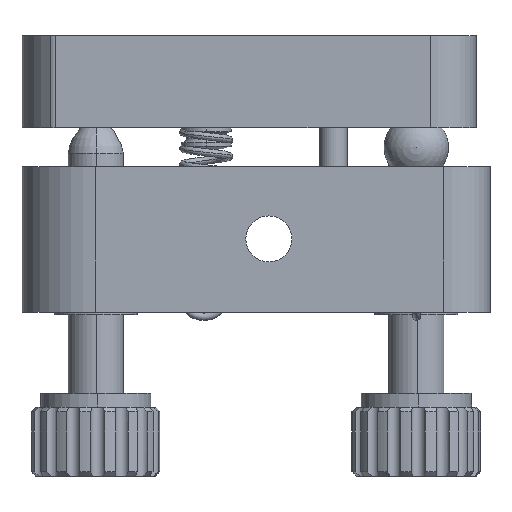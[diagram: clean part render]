
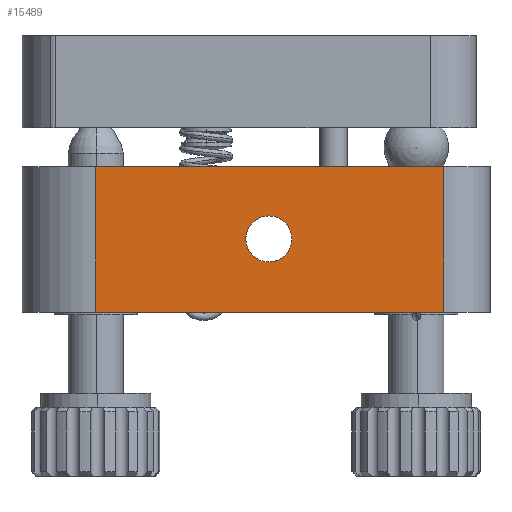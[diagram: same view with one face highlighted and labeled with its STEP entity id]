
A CAD part, front view. The second image highlights one B-rep face of the part: STEP entity #15489.
In plain terms, the highlighted planar face has unit normal (0, -1, 0).
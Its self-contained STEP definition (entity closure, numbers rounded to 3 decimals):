
#333 = DIRECTION ( 'NONE',  ( 1., 0., 0. ) ) ;
#653 = CARTESIAN_POINT ( 'NONE',  ( -42.8, 0., 15.8 ) ) ;
#2000 = ORIENTED_EDGE ( 'NONE', *, *, #20266, .T. ) ;
#2225 = VECTOR ( 'NONE', #32592, 1000. ) ;
#4364 = EDGE_CURVE ( 'NONE', #32166, #31842, #33387, .T. ) ;
#4551 = VECTOR ( 'NONE', #32966, 1000. ) ;
#5536 = ORIENTED_EDGE ( 'NONE', *, *, #30151, .F. ) ;
#6299 = DIRECTION ( 'NONE',  ( 0., 0., -1. ) ) ;
#6602 = DIRECTION ( 'NONE',  ( 0., -1., 0. ) ) ;
#7420 = CARTESIAN_POINT ( 'NONE',  ( -42.8, 0., 15.8 ) ) ;
#7652 = CARTESIAN_POINT ( 'NONE',  ( -5., 0., 15.8 ) ) ;
#9484 = VECTOR ( 'NONE', #333, 1000. ) ;
#9565 = CARTESIAN_POINT ( 'NONE',  ( -5., 0., 0. ) ) ;
#9634 = CIRCLE ( 'NONE', #19465, 2.5 ) ;
#10259 = VERTEX_POINT ( 'NONE', #9565 ) ;
#10610 = CARTESIAN_POINT ( 'NONE',  ( -5., 0., 15.8 ) ) ;
#10809 = FACE_BOUND ( 'NONE', #23412, .T. ) ;
#11987 = CIRCLE ( 'NONE', #28291, 2.5 ) ;
#12538 = CARTESIAN_POINT ( 'NONE',  ( -24., 0., 7.95 ) ) ;
#12819 = ORIENTED_EDGE ( 'NONE', *, *, #30618, .T. ) ;
#14166 = DIRECTION ( 'NONE',  ( 0., -1., 0. ) ) ;
#14487 = CARTESIAN_POINT ( 'NONE',  ( -42.8, 0., 0. ) ) ;
#15339 = DIRECTION ( 'NONE',  ( 0., 0., -1. ) ) ;
#15489 = ADVANCED_FACE ( 'NONE', ( #10809, #33109 ), #26008, .T. ) ;
#15866 = ORIENTED_EDGE ( 'NONE', *, *, #34372, .F. ) ;
#16921 = LINE ( 'NONE', #33789, #9484 ) ;
#17080 = LINE ( 'NONE', #7652, #2225 ) ;
#19453 = VERTEX_POINT ( 'NONE', #14487 ) ;
#19465 = AXIS2_PLACEMENT_3D ( 'NONE', #30900, #14166, #33688 ) ;
#20266 = EDGE_CURVE ( 'NONE', #19453, #10259, #16921, .T. ) ;
#21310 = ORIENTED_EDGE ( 'NONE', *, *, #22141, .F. ) ;
#21531 = EDGE_LOOP ( 'NONE', ( #2000, #21310, #28679, #12819 ) ) ;
#22141 = EDGE_CURVE ( 'NONE', #31842, #10259, #17080, .T. ) ;
#22706 = CARTESIAN_POINT ( 'NONE',  ( -5., 0., 15.8 ) ) ;
#23331 = CARTESIAN_POINT ( 'NONE',  ( -5., 0., 15.8 ) ) ;
#23412 = EDGE_LOOP ( 'NONE', ( #15866, #5536 ) ) ;
#23725 = LINE ( 'NONE', #653, #29402 ) ;
#24973 = CARTESIAN_POINT ( 'NONE',  ( -24., 0., 5.45 ) ) ;
#26008 = PLANE ( 'NONE',  #34523 ) ;
#26126 = DIRECTION ( 'NONE',  ( 1., 0., 0. ) ) ;
#28291 = AXIS2_PLACEMENT_3D ( 'NONE', #12538, #32073, #15339 ) ;
#28630 = VERTEX_POINT ( 'NONE', #24973 ) ;
#28679 = ORIENTED_EDGE ( 'NONE', *, *, #4364, .F. ) ;
#29402 = VECTOR ( 'NONE', #6299, 1000. ) ;
#30151 = EDGE_CURVE ( 'NONE', #32934, #28630, #11987, .T. ) ;
#30618 = EDGE_CURVE ( 'NONE', #32166, #19453, #23725, .T. ) ;
#30900 = CARTESIAN_POINT ( 'NONE',  ( -24., 0., 7.95 ) ) ;
#31842 = VERTEX_POINT ( 'NONE', #22706 ) ;
#32073 = DIRECTION ( 'NONE',  ( 0., -1., 0. ) ) ;
#32166 = VERTEX_POINT ( 'NONE', #7420 ) ;
#32592 = DIRECTION ( 'NONE',  ( 0., 0., -1. ) ) ;
#32934 = VERTEX_POINT ( 'NONE', #33165 ) ;
#32966 = DIRECTION ( 'NONE',  ( 1., 0., 0. ) ) ;
#33109 = FACE_OUTER_BOUND ( 'NONE', #21531, .T. ) ;
#33165 = CARTESIAN_POINT ( 'NONE',  ( -24., 0., 10.45 ) ) ;
#33387 = LINE ( 'NONE', #10610, #4551 ) ;
#33688 = DIRECTION ( 'NONE',  ( 0., 0., -1. ) ) ;
#33789 = CARTESIAN_POINT ( 'NONE',  ( -5., 0., 0. ) ) ;
#34372 = EDGE_CURVE ( 'NONE', #28630, #32934, #9634, .T. ) ;
#34523 = AXIS2_PLACEMENT_3D ( 'NONE', #23331, #6602, #26126 ) ;
